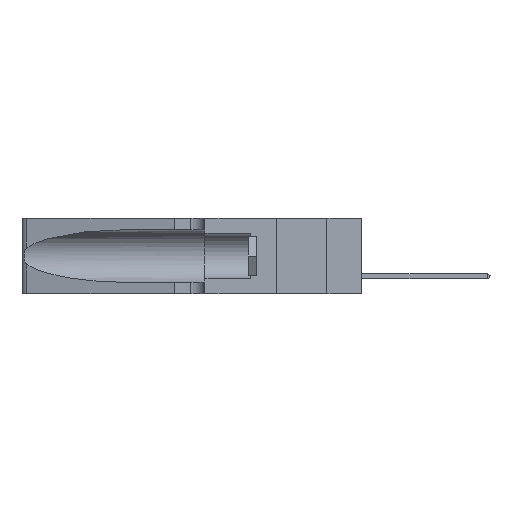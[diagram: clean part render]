
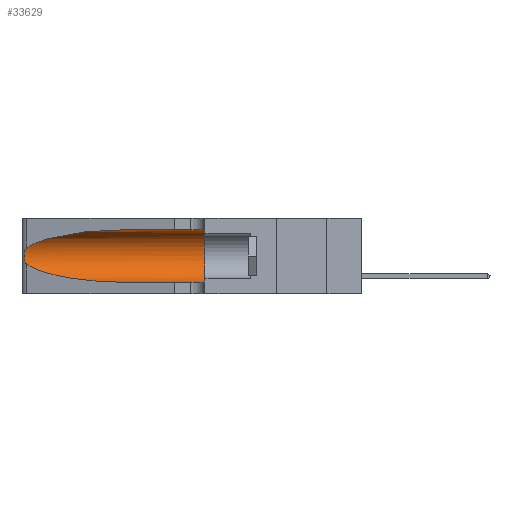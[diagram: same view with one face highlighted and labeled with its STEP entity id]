
A CAD part, left-side view. The second image highlights one B-rep face of the part: STEP entity #33629.
In plain terms, the highlighted cylindrical face has radius 3.308 mm (diameter 6.617 mm), a partial arc.
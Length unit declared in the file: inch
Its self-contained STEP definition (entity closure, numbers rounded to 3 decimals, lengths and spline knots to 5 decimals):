
#110 = CARTESIAN_POINT ( 'NONE',  ( 0.26075, 1.23896, 0.178 ) ) ;
#130 = CARTESIAN_POINT ( 'NONE',  ( 0.1305, 0.72297, 0.05475 ) ) ;
#1159 = CARTESIAN_POINT ( 'NONE',  ( 0.1305, 1.61858, 0.05475 ) ) ;
#1724 = CARTESIAN_POINT ( 'NONE',  ( 0.25555, 1.22993, 0.14849 ) ) ;
#1927 = ORIENTED_EDGE ( 'NONE', *, *, #35208, .T. ) ;
#2308 = CARTESIAN_POINT ( 'NONE',  ( 0.25639, 1.23184, 0.21858 ) ) ;
#2407 = CARTESIAN_POINT ( 'NONE',  ( 0.1305, 0.72297, 0.31525 ) ) ;
#4033 = CARTESIAN_POINT ( 'NONE',  ( 0.25487, 1.22718, 0.14631 ) ) ;
#4235 = AXIS2_PLACEMENT_3D ( 'NONE', #29212, #18681, #23747 ) ;
#4526 = CARTESIAN_POINT ( 'NONE',  ( 0.1305, 0.72297, 0.05475 ) ) ;
#4659 = CARTESIAN_POINT ( 'NONE',  ( 0.25639, 1.23186, 0.15144 ) ) ;
#5601 = CARTESIAN_POINT ( 'NONE',  ( 0.25854, 1.2359, 0.20912 ) ) ;
#7152 = CARTESIAN_POINT ( 'NONE',  ( 0.2373, 1.15595, 0.28018 ) ) ;
#7506 = CARTESIAN_POINT ( 'NONE',  ( 0.18966, 0.96281, 0.31525 ) ) ;
#8098 = VERTEX_POINT ( 'NONE', #14835 ) ;
#8140 = CARTESIAN_POINT ( 'NONE',  ( 0.25487, 1.22718, 0.22369 ) ) ;
#8328 = CARTESIAN_POINT ( 'NONE',  ( 0.26075, 1.23896, 0.19203 ) ) ;
#8353 = VERTEX_POINT ( 'NONE', #8140 ) ;
#8464 = CARTESIAN_POINT ( 'NONE',  ( 0.26017, 1.23833, 0.17102 ) ) ;
#9187 = EDGE_LOOP ( 'NONE', ( #23724, #1927, #35140, #17919, #13812, #25006 ) ) ;
#9714 = VECTOR ( 'NONE', #34783, 39.37008 ) ;
#9846 = EDGE_CURVE ( 'NONE', #31656, #28542, #18380, .T. ) ;
#9879 = EDGE_CURVE ( 'NONE', #21463, #8353, #23809, .T. ) ;
#9922 = CARTESIAN_POINT ( 'NONE',  ( 0.1305, 0.72297, 0.31525 ) ) ;
#10141 = FACE_OUTER_BOUND ( 'NONE', #9187, .T. ) ;
#11464 = CARTESIAN_POINT ( 'NONE',  ( 0.26018, 1.23835, 0.19895 ) ) ;
#13682 = CARTESIAN_POINT ( 'NONE',  ( 0.25787, 1.23484, 0.2124 ) ) ;
#13812 = ORIENTED_EDGE ( 'NONE', *, *, #9846, .F. ) ;
#14835 = CARTESIAN_POINT ( 'NONE',  ( 0.25487, 1.22718, 0.14631 ) ) ;
#14943 = EDGE_CURVE ( 'NONE', #8098, #28076, #20053, .T. ) ;
#15534 = CARTESIAN_POINT ( 'NONE',  ( 0.2373, 1.15595, 0.08982 ) ) ;
#16303 = B_SPLINE_CURVE_WITH_KNOTS ( 'NONE', 3,
 ( #20598, #20708, #2308, #13682, #5601, #11464, #8328, #110, #8464, #26560, #18322, #4659, #1724, #23883 ),
 .UNSPECIFIED., .F., .F.,
 ( 4, 2, 2, 2, 2, 2, 4 ),
 ( 0., 0.00027, 0.00053, 0.00107, 0.0016, 0.00187, 0.00214 ),
 .UNSPECIFIED. ) ;
#17919 = ORIENTED_EDGE ( 'NONE', *, *, #22264, .T. ) ;
#18139 = CARTESIAN_POINT ( 'NONE',  ( 0.1305, 0.35, 0.05475 ) ) ;
#18322 = CARTESIAN_POINT ( 'NONE',  ( 0.25789, 1.23486, 0.15765 ) ) ;
#18380 = CIRCLE ( 'NONE', #4235, 0.13025 ) ;
#18681 = DIRECTION ( 'NONE',  ( 0., 1., 0. ) ) ;
#19479 = LINE ( 'NONE', #1159, #24680 ) ;
#20053 =( BOUNDED_CURVE ( )  B_SPLINE_CURVE ( 3, ( #4033, #15534, #32183, #4526 ),
 .UNSPECIFIED., .F., .F. ) 
 B_SPLINE_CURVE_WITH_KNOTS ( ( 4, 4 ),
 ( 3.44316, 4.71239 ),
 .UNSPECIFIED. ) 
 CURVE ( )  GEOMETRIC_REPRESENTATION_ITEM ( )  RATIONAL_B_SPLINE_CURVE ( ( 1., 0.87, 0.87, 1. ) ) 
 REPRESENTATION_ITEM ( '' )  );
#20598 = CARTESIAN_POINT ( 'NONE',  ( 0.25487, 1.22718, 0.22369 ) ) ;
#20708 = CARTESIAN_POINT ( 'NONE',  ( 0.25555, 1.22994, 0.2215 ) ) ;
#21463 = VERTEX_POINT ( 'NONE', #2407 ) ;
#22264 = EDGE_CURVE ( 'NONE', #28076, #28542, #19479, .T. ) ;
#23172 = CYLINDRICAL_SURFACE ( 'NONE', #29197, 0.13025 ) ;
#23724 = ORIENTED_EDGE ( 'NONE', *, *, #9879, .T. ) ;
#23747 = DIRECTION ( 'NONE',  ( 0., 0., 1. ) ) ;
#23809 =( BOUNDED_CURVE ( )  B_SPLINE_CURVE ( 3, ( #9922, #7506, #7152, #32294 ),
 .UNSPECIFIED., .F., .F. ) 
 B_SPLINE_CURVE_WITH_KNOTS ( ( 4, 4 ),
 ( 1.5708, 2.84003 ),
 .UNSPECIFIED. ) 
 CURVE ( )  GEOMETRIC_REPRESENTATION_ITEM ( )  RATIONAL_B_SPLINE_CURVE ( ( 1., 0.87, 0.87, 1. ) ) 
 REPRESENTATION_ITEM ( '' )  );
#23883 = CARTESIAN_POINT ( 'NONE',  ( 0.25487, 1.22718, 0.14631 ) ) ;
#24680 = VECTOR ( 'NONE', #28559, 39.37008 ) ;
#25006 = ORIENTED_EDGE ( 'NONE', *, *, #26850, .F. ) ;
#26152 = CARTESIAN_POINT ( 'NONE',  ( 0.1305, 1.61858, 0.185 ) ) ;
#26495 = DIRECTION ( 'NONE',  ( 0., 0., -1. ) ) ;
#26560 = CARTESIAN_POINT ( 'NONE',  ( 0.25856, 1.23593, 0.16098 ) ) ;
#26767 = CARTESIAN_POINT ( 'NONE',  ( 0.1305, 1.61858, 0.31525 ) ) ;
#26850 = EDGE_CURVE ( 'NONE', #21463, #31656, #29230, .T. ) ;
#28076 = VERTEX_POINT ( 'NONE', #130 ) ;
#28542 = VERTEX_POINT ( 'NONE', #18139 ) ;
#28559 = DIRECTION ( 'NONE',  ( 0., -1., 0. ) ) ;
#29197 = AXIS2_PLACEMENT_3D ( 'NONE', #26152, #31408, #26495 ) ;
#29212 = CARTESIAN_POINT ( 'NONE',  ( 0.1305, 0.35, 0.185 ) ) ;
#29230 = LINE ( 'NONE', #26767, #9714 ) ;
#31408 = DIRECTION ( 'NONE',  ( 0., -1., 0. ) ) ;
#31656 = VERTEX_POINT ( 'NONE', #33898 ) ;
#32183 = CARTESIAN_POINT ( 'NONE',  ( 0.18966, 0.96281, 0.05475 ) ) ;
#32294 = CARTESIAN_POINT ( 'NONE',  ( 0.25487, 1.22718, 0.22369 ) ) ;
#33629 = ADVANCED_FACE ( 'NONE', ( #10141 ), #23172, .F. ) ;
#33898 = CARTESIAN_POINT ( 'NONE',  ( 0.1305, 0.35, 0.31525 ) ) ;
#34783 = DIRECTION ( 'NONE',  ( 0., -1., 0. ) ) ;
#35140 = ORIENTED_EDGE ( 'NONE', *, *, #14943, .T. ) ;
#35208 = EDGE_CURVE ( 'NONE', #8353, #8098, #16303, .T. ) ;
